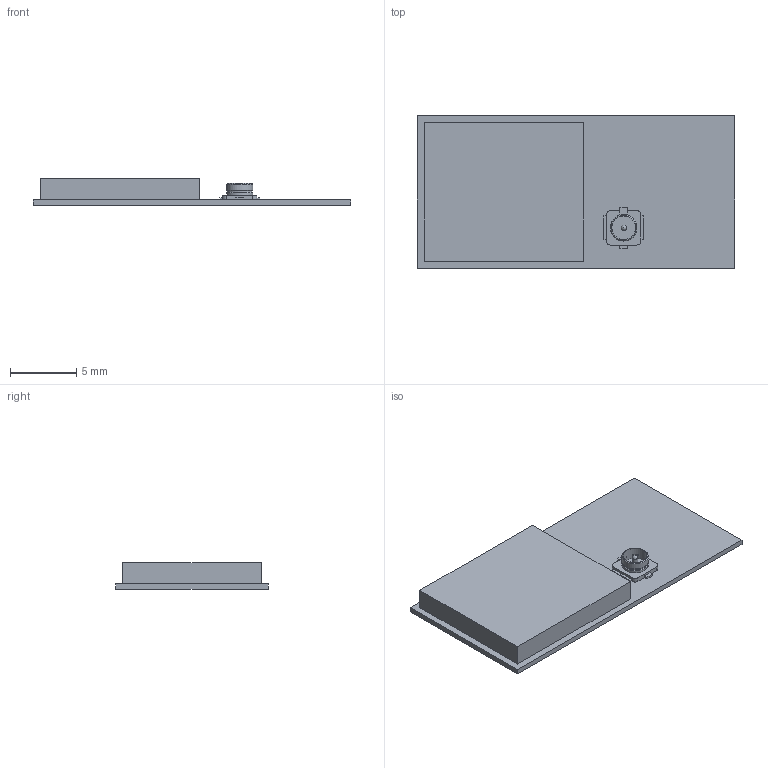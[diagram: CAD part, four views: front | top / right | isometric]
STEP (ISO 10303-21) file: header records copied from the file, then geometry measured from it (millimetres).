
FILE_DESCRIPTION(('FreeCAD Model'),'2;1');
FILE_NAME('WiFi-BT_Module_ExtAntenna_SMD_TaiyoYuden_WYSEGVDXG.stp','2020-05-19T14:47:45',('Author'),(''), 'Open CASCADE STEP processor 7.3','FreeCAD','Unknown');
FILE_SCHEMA(('AUTOMOTIVE_DESIGN { 1 0 10303 214 1 1 1 1 }'));
Length unit declared in the file: millimetre
Products named in the file (3): Cube; U.FL_Hirose_U.FL-R-SMT-1_Vertical; Cube001
Bounding box: 24 x 11.5 x 2 mm (x, y, z)
Volume: 315 mm3; surface area: 935.1 mm2
Topology: 3 solids, 3 shells, 58 faces, 141 edges, 90 vertices
Faces by surface type: plane 45, cylinder 9, cone 3, sphere 1
Full cylindrical faces by diameter (mm): 0.4 x1, 1.8 x1, 1.92 x1, 2 x2
Entity records: 3912 total; most frequent: CARTESIAN_POINT 641, DIRECTION 557, LINE 364, VECTOR 364, ORIENTED_EDGE 280, PCURVE 280, DEFINITIONAL_REPRESENTATION 280, EDGE_CURVE 140
